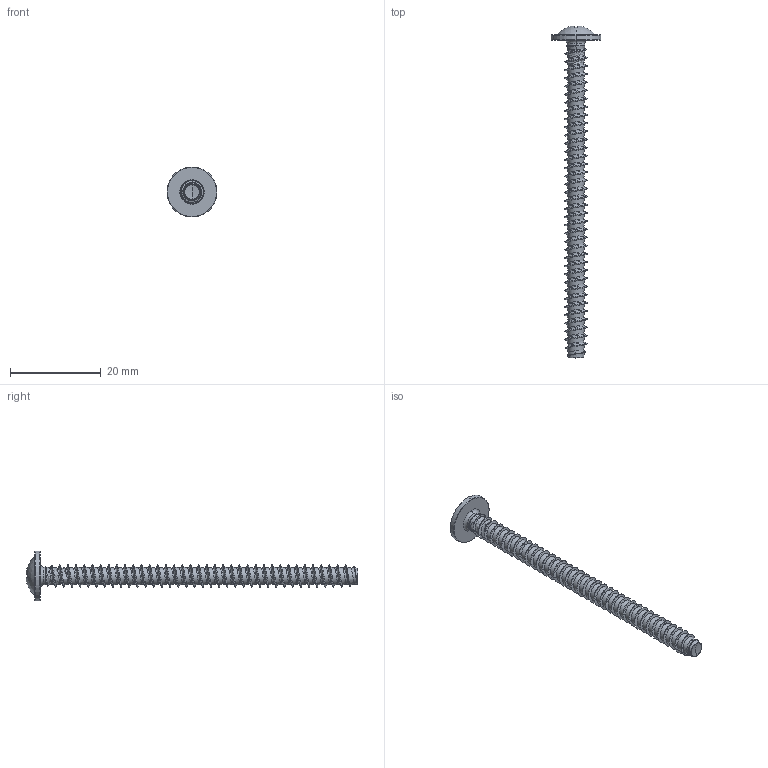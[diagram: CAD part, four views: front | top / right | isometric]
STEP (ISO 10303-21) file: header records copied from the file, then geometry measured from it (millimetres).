
FILE_DESCRIPTION (( 'STEP AP203' ), '1' );
FILE_NAME ('STP310500700.STEP', '2017-08-15T13:38:04', ( '' ), ( '' ), 'SwSTEP 2.0', 'SolidWorks 2015', '' );
FILE_SCHEMA (( 'CONFIG_CONTROL_DESIGN' ));
Products named in the file (1): STP310500700
Bounding box: 11 x 73.14 x 11 mm (x, y, z)
Volume: 976.3 mm3; surface area: 1567 mm2
Topology: 1 solids, 1 shells, 243 faces, 596 edges, 356 vertices
Faces by surface type: cylinder 102, bspline 51, torus 30, sphere 28, plane 23, cone 9
Entity records: 64239 total; most frequent: CARTESIAN_POINT 59131, ORIENTED_EDGE 1188, DIRECTION 911, EDGE_CURVE 594, AXIS2_PLACEMENT_3D 388, VERTEX_POINT 356, EDGE_LOOP 246, ADVANCED_FACE 243
